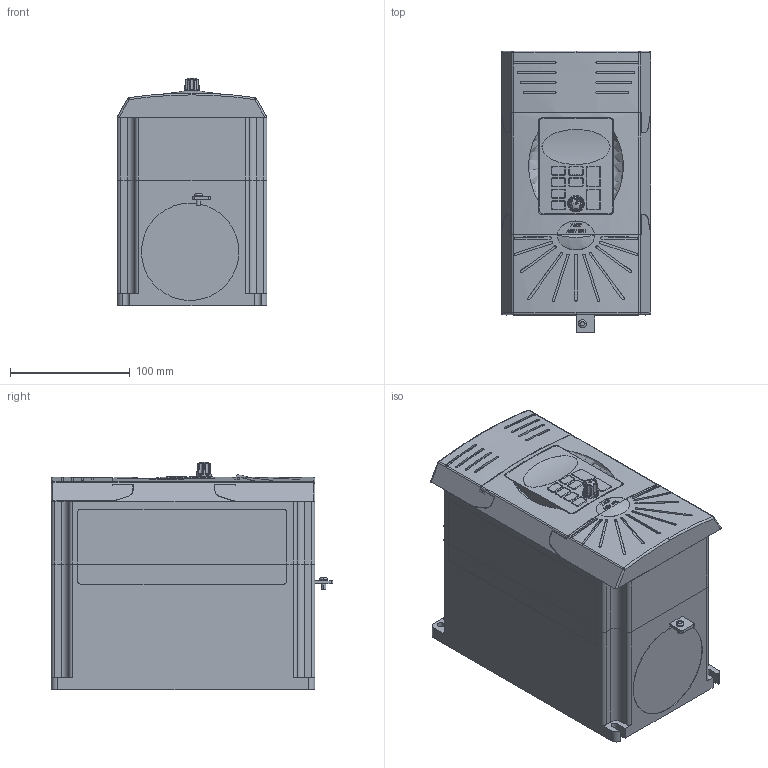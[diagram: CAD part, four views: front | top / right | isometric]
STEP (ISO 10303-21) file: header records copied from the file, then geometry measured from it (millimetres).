
FILE_DESCRIPTION (( 'STEP AP214' ), '1' );
FILE_NAME ('GS2-47P5.step', '2014-07-21T20:30:38', ( '' ), ( '' ), 'SwSTEP 2.0', 'SolidWorks 2013', '' );
FILE_SCHEMA (( 'AUTOMOTIVE_DESIGN' ));
Length unit declared in the file: inch
Products named in the file (1): GS2-47P5
Bounding box: 124.97 x 234.95 x 190.11 mm (x, y, z)
Volume: 4636420.2 mm3; surface area: 226303.5 mm2
Topology: 1 solids, 1 shells, 788 faces, 2025 edges, 1290 vertices
Faces by surface type: plane 361, cylinder 218, bspline 134, torus 47, sphere 22, cone 6
Entity records: 36616 total; most frequent: CARTESIAN_POINT 13290, ORIENTED_EDGE 4042, DIRECTION 3417, EDGE_CURVE 2021, VERTEX_POINT 1290, AXIS2_PLACEMENT_3D 1156, VECTOR 1105, LINE 1105
